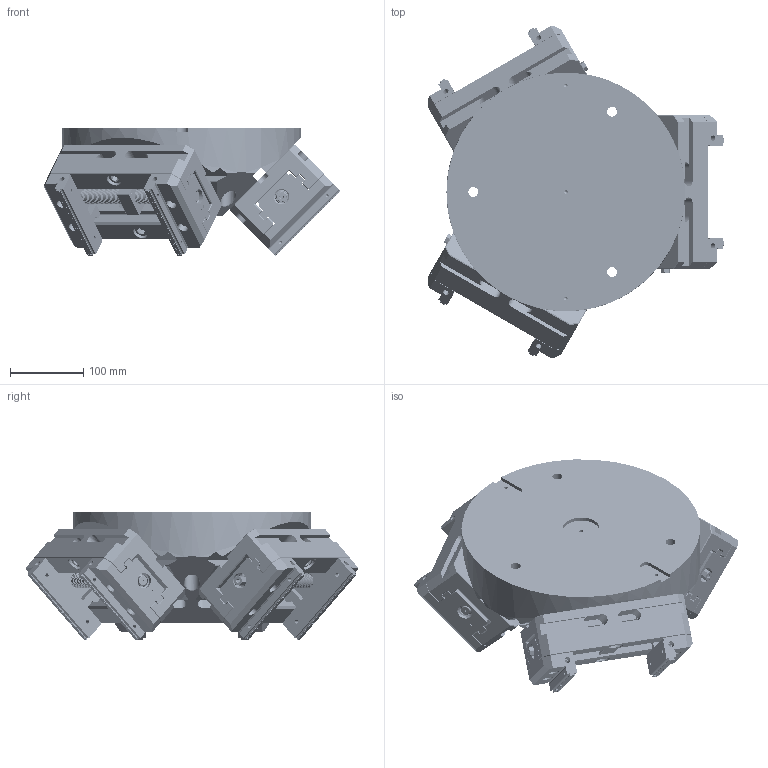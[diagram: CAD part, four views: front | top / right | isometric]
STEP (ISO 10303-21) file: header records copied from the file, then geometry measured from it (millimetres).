
FILE_DESCRIPTION (( 'STEP AP214' ), '1' );
FILE_NAME ('08-1987.STEP', '2024-08-21T23:24:02', ( '' ), ( '' ), 'SwSTEP 2.0', 'SolidWorks 2022', '' );
FILE_SCHEMA (( 'AUTOMOTIVE_DESIGN' ));
Length unit declared in the file: inch
Products named in the file (4): 05-0556; 05-0004; 05-0101; 08-1987
Assembly tree (10 placements, depth 2):
  08-1987
    05-0556
    05-0004  x3
    05-0101  x6
Bounding box: 404.29 x 451.94 x 173.48 mm (x, y, z)
Volume: 10242280.9 mm3; surface area: 1018381.8 mm2
Topology: 49 solids, 49 shells, 8796 faces, 25535 edges, 17795 vertices
Faces by surface type: plane 4447, cylinder 2620, bspline 1233, cone 496
Entity records: 192140 total; most frequent: CARTESIAN_POINT 84488, ORIENTED_EDGE 16670, DIRECTION 11852, EDGE_CURVE 8335, VERTEX_POINT 5873, VECTOR 4668, LINE 4668, AXIS2_PLACEMENT_3D 3592
